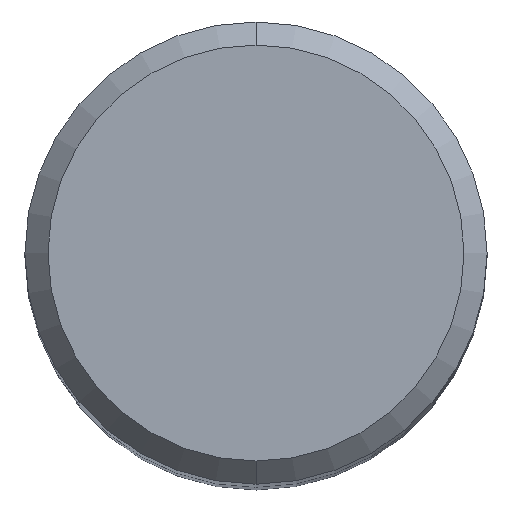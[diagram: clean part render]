
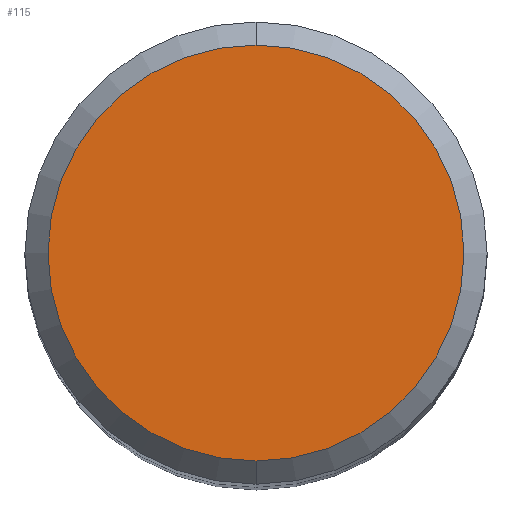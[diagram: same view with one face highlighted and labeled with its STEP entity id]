
A CAD part, top view. The second image highlights one B-rep face of the part: STEP entity #115.
In plain terms, the highlighted planar face has unit normal (0, 0, 1).
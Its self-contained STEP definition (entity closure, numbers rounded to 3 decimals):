
#109=EDGE_CURVE('',#213,#143,#262,.T.);
#115=ADVANCED_FACE('',(#269),#270,.T.);
#129=EDGE_CURVE('',#143,#213,#286,.T.);
#143=VERTEX_POINT('',#301);
#213=VERTEX_POINT('',#381);
#262=CIRCLE('',#423,5.4);
#269=FACE_OUTER_BOUND('',#431,.T.);
#270=PLANE('',#432);
#286=CIRCLE('',#453,5.4);
#301=CARTESIAN_POINT('',(0.,-5.4,0.0));
#381=CARTESIAN_POINT('',(0.0,5.4,0.0));
#423=AXIS2_PLACEMENT_3D('',#617,#618,#619);
#431=EDGE_LOOP('',(#632,#633));
#432=AXIS2_PLACEMENT_3D('',#634,#635,#636);
#453=AXIS2_PLACEMENT_3D('',#655,#656,#657);
#617=CARTESIAN_POINT('',(0.0,0.0,0.0));
#618=DIRECTION('',(0.0,0.0,-1.0));
#619=DIRECTION('',(0.0,1.0,0.0));
#632=ORIENTED_EDGE('',*,*,#109,.F.);
#633=ORIENTED_EDGE('',*,*,#129,.F.);
#634=CARTESIAN_POINT('',(0.0,2.7,0.0));
#635=DIRECTION('',(-0.0,0.0,1.0));
#636=DIRECTION('',(0.0,-1.0,0.0));
#655=CARTESIAN_POINT('',(0.0,0.0,0.0));
#656=DIRECTION('',(0.0,0.0,-1.0));
#657=DIRECTION('',(0.0,1.0,0.0));
